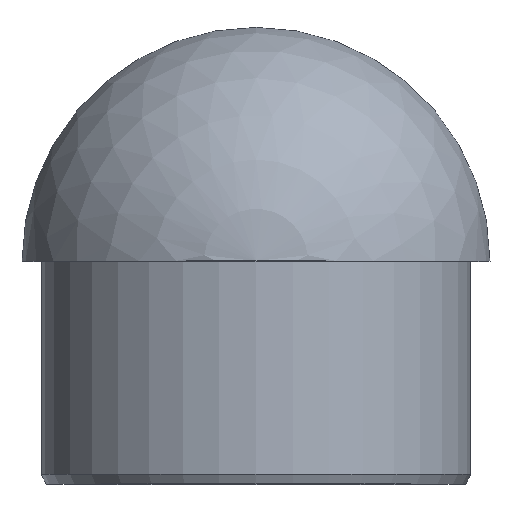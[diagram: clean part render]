
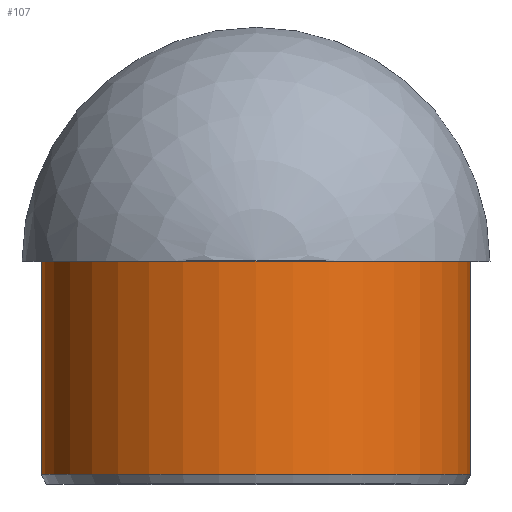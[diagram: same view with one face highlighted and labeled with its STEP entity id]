
A CAD part, top view. The second image highlights one B-rep face of the part: STEP entity #107.
In plain terms, the highlighted cylindrical face has radius 22.15 mm (diameter 44.3 mm), a partial arc.
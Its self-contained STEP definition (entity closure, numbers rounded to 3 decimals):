
#12 = CARTESIAN_POINT ( 'NONE',  ( 22.15, -10.913, 0. ) ) ;
#13 = ORIENTED_EDGE ( 'NONE', *, *, #69, .T. ) ;
#16 = DIRECTION ( 'NONE',  ( 0., -1., 0. ) ) ;
#23 = FACE_OUTER_BOUND ( 'NONE', #255, .T. ) ;
#25 = VECTOR ( 'NONE', #153, 1000. ) ;
#27 = CARTESIAN_POINT ( 'NONE',  ( 22.15, 35.237, 0. ) ) ;
#28 = CIRCLE ( 'NONE', #103, 22.15 ) ;
#35 = ORIENTED_EDGE ( 'NONE', *, *, #241, .F. ) ;
#55 = DIRECTION ( 'NONE',  ( 0., -1., 0. ) ) ;
#57 = CARTESIAN_POINT ( 'NONE',  ( 22.15, 11.087, 0. ) ) ;
#69 = EDGE_CURVE ( 'NONE', #216, #227, #180, .T. ) ;
#81 = ORIENTED_EDGE ( 'NONE', *, *, #301, .T. ) ;
#103 = AXIS2_PLACEMENT_3D ( 'NONE', #231, #343, #260 ) ;
#107 = ADVANCED_FACE ( 'NONE', ( #23 ), #288, .T. ) ;
#115 = DIRECTION ( 'NONE',  ( 1., 0., 0. ) ) ;
#118 = EDGE_CURVE ( 'NONE', #309, #227, #28, .T. ) ;
#119 = CARTESIAN_POINT ( 'NONE',  ( 0., 35.237, 0. ) ) ;
#153 = DIRECTION ( 'NONE',  ( 0., -1., 0. ) ) ;
#159 = VERTEX_POINT ( 'NONE', #57 ) ;
#178 = DIRECTION ( 'NONE',  ( 1., 0., 0. ) ) ;
#180 = LINE ( 'NONE', #258, #362 ) ;
#184 = CARTESIAN_POINT ( 'NONE',  ( -22.15, -10.913, 0. ) ) ;
#189 = CARTESIAN_POINT ( 'NONE',  ( -22.15, 11.087, 0. ) ) ;
#203 = DIRECTION ( 'NONE',  ( 0., -1., 0. ) ) ;
#216 = VERTEX_POINT ( 'NONE', #189 ) ;
#221 = CIRCLE ( 'NONE', #310, 22.15 ) ;
#227 = VERTEX_POINT ( 'NONE', #184 ) ;
#231 = CARTESIAN_POINT ( 'NONE',  ( 0., -10.913, 0. ) ) ;
#241 = EDGE_CURVE ( 'NONE', #159, #309, #295, .T. ) ;
#246 = AXIS2_PLACEMENT_3D ( 'NONE', #119, #16, #115 ) ;
#255 = EDGE_LOOP ( 'NONE', ( #81, #13, #360, #35 ) ) ;
#258 = CARTESIAN_POINT ( 'NONE',  ( -22.15, 35.237, 0. ) ) ;
#260 = DIRECTION ( 'NONE',  ( 1., 0., 0. ) ) ;
#288 = CYLINDRICAL_SURFACE ( 'NONE', #246, 22.15 ) ;
#295 = LINE ( 'NONE', #27, #25 ) ;
#301 = EDGE_CURVE ( 'NONE', #159, #216, #221, .T. ) ;
#309 = VERTEX_POINT ( 'NONE', #12 ) ;
#310 = AXIS2_PLACEMENT_3D ( 'NONE', #321, #55, #178 ) ;
#321 = CARTESIAN_POINT ( 'NONE',  ( 0., 11.087, 0. ) ) ;
#343 = DIRECTION ( 'NONE',  ( 0., -1., 0. ) ) ;
#360 = ORIENTED_EDGE ( 'NONE', *, *, #118, .F. ) ;
#362 = VECTOR ( 'NONE', #203, 1000. ) ;
